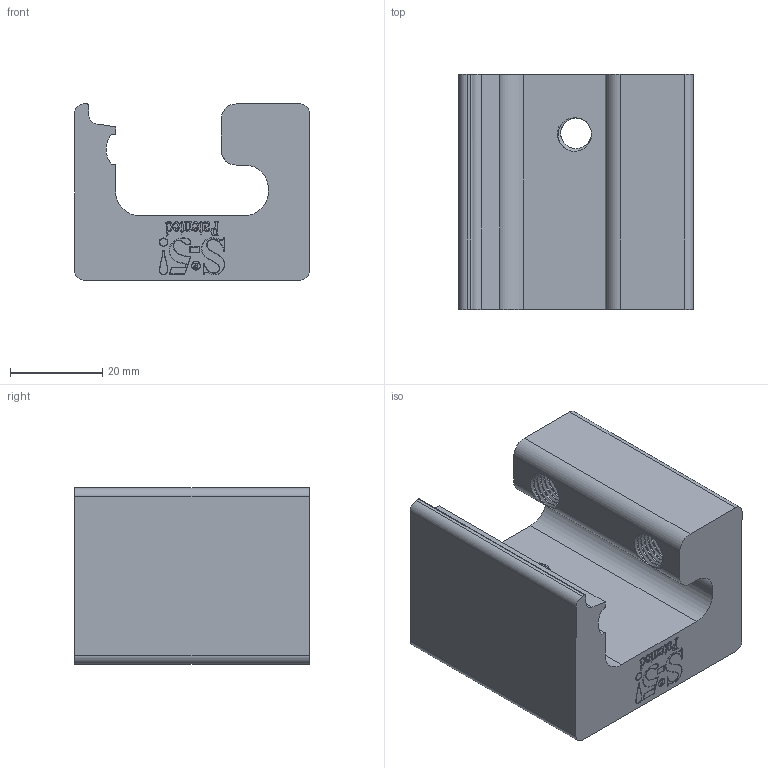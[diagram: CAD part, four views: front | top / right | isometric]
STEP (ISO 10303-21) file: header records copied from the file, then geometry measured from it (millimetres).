
FILE_DESCRIPTION (( 'STEP AP203' ), '1' );
FILE_NAME ('S-5-T.STEP', '2016-12-08T16:20:53', ( '' ), ( '' ), 'SwSTEP 2.0', 'SolidWorks 2017', '' );
FILE_SCHEMA (( 'CONFIG_CONTROL_DESIGN' ));
Products named in the file (1): S-5-T
Bounding box: 50.8 x 50.8 x 38.1 mm (x, y, z)
Volume: 60288.8 mm3; surface area: 16301.8 mm2
Topology: 1 solids, 1 shells, 563 faces, 1739 edges, 1206 vertices
Faces by surface type: cylinder 208, plane 201, bspline 148, cone 6
Entity records: 29302 total; most frequent: CARTESIAN_POINT 16214, ORIENTED_EDGE 3478, DIRECTION 1746, EDGE_CURVE 1739, VERTEX_POINT 1206, LINE 842, VECTOR 842, EDGE_LOOP 601
